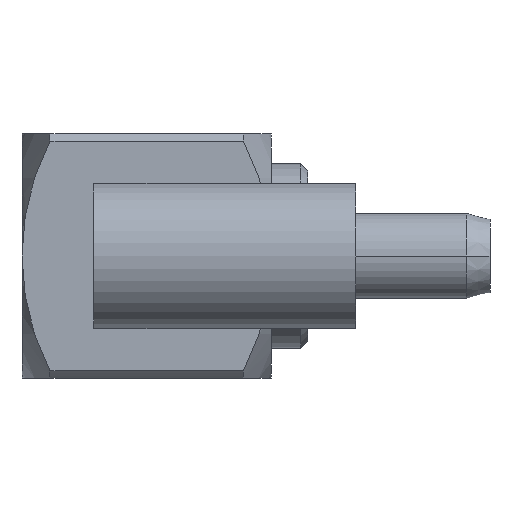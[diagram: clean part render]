
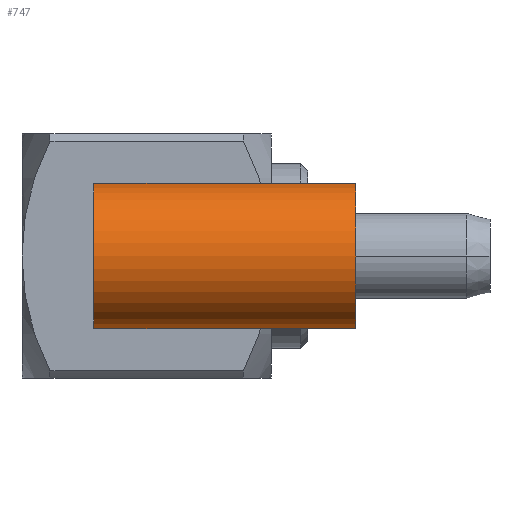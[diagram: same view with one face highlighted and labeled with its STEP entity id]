
A CAD part, front view. The second image highlights one B-rep face of the part: STEP entity #747.
In plain terms, the highlighted cylindrical face has radius 1.994 mm (diameter 3.988 mm), a partial arc.
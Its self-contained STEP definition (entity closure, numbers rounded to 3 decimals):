
#80 = AXIS2_PLACEMENT_3D ( 'NONE', #1268, #282, #563 ) ;
#88 = DIRECTION ( 'NONE',  ( 0., 0., -1. ) ) ;
#198 = CARTESIAN_POINT ( 'NONE',  ( 5.811, -16.688, 1.994 ) ) ;
#211 = EDGE_CURVE ( 'NONE', #1251, #1735, #1952, .T. ) ;
#260 = EDGE_CURVE ( 'NONE', #944, #1735, #1009, .T. ) ;
#282 = DIRECTION ( 'NONE',  ( 1., 0., 0. ) ) ;
#392 = CARTESIAN_POINT ( 'NONE',  ( -1.377, -16.688, 0. ) ) ;
#563 = DIRECTION ( 'NONE',  ( 0., 0., -1. ) ) ;
#629 = EDGE_CURVE ( 'NONE', #1802, #1251, #963, .T. ) ;
#703 = DIRECTION ( 'NONE',  ( 0., 0., 1. ) ) ;
#737 = CIRCLE ( 'NONE', #80, 1.994 ) ;
#747 = ADVANCED_FACE ( 'NONE', ( #1158 ), #1297, .T. ) ;
#773 = VECTOR ( 'NONE', #1451, 1000. ) ;
#879 = ORIENTED_EDGE ( 'NONE', *, *, #260, .F. ) ;
#944 = VERTEX_POINT ( 'NONE', #1617 ) ;
#963 = LINE ( 'NONE', #983, #1678 ) ;
#976 = ORIENTED_EDGE ( 'NONE', *, *, #211, .T. ) ;
#983 = CARTESIAN_POINT ( 'NONE',  ( 5.811, -16.688, 1.994 ) ) ;
#1009 = LINE ( 'NONE', #1587, #773 ) ;
#1043 = CARTESIAN_POINT ( 'NONE',  ( -1.377, -16.688, -1.994 ) ) ;
#1158 = FACE_OUTER_BOUND ( 'NONE', #1935, .T. ) ;
#1176 = AXIS2_PLACEMENT_3D ( 'NONE', #1461, #1771, #703 ) ;
#1251 = VERTEX_POINT ( 'NONE', #1414 ) ;
#1268 = CARTESIAN_POINT ( 'NONE',  ( 5.811, -16.688, 0. ) ) ;
#1297 = CYLINDRICAL_SURFACE ( 'NONE', #1176, 1.994 ) ;
#1393 = DIRECTION ( 'NONE',  ( -1., 0., 0. ) ) ;
#1414 = CARTESIAN_POINT ( 'NONE',  ( -1.377, -16.688, 1.994 ) ) ;
#1442 = DIRECTION ( 'NONE',  ( 1., 0., 0. ) ) ;
#1451 = DIRECTION ( 'NONE',  ( -1., 0., 0. ) ) ;
#1461 = CARTESIAN_POINT ( 'NONE',  ( 5.811, -16.688, 0. ) ) ;
#1515 = EDGE_CURVE ( 'NONE', #1802, #944, #737, .T. ) ;
#1528 = ORIENTED_EDGE ( 'NONE', *, *, #629, .T. ) ;
#1533 = AXIS2_PLACEMENT_3D ( 'NONE', #392, #1442, #88 ) ;
#1538 = ORIENTED_EDGE ( 'NONE', *, *, #1515, .F. ) ;
#1587 = CARTESIAN_POINT ( 'NONE',  ( 5.811, -16.688, -1.994 ) ) ;
#1617 = CARTESIAN_POINT ( 'NONE',  ( 5.811, -16.688, -1.994 ) ) ;
#1678 = VECTOR ( 'NONE', #1393, 1000. ) ;
#1735 = VERTEX_POINT ( 'NONE', #1043 ) ;
#1771 = DIRECTION ( 'NONE',  ( -1., 0., 0. ) ) ;
#1802 = VERTEX_POINT ( 'NONE', #198 ) ;
#1935 = EDGE_LOOP ( 'NONE', ( #879, #1538, #1528, #976 ) ) ;
#1952 = CIRCLE ( 'NONE', #1533, 1.994 ) ;
